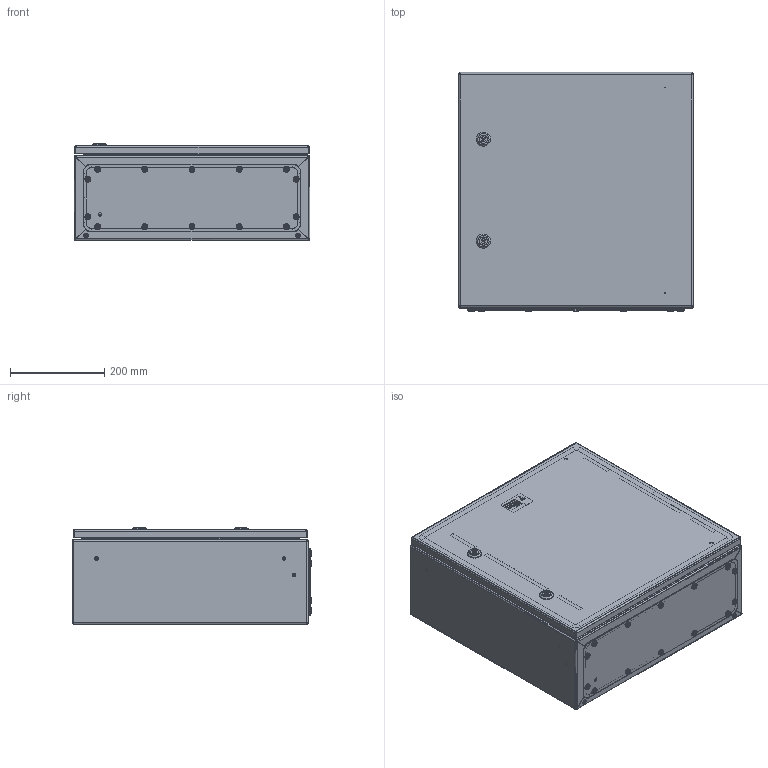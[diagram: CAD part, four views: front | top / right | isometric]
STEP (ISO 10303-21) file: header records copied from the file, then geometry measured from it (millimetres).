
FILE_DESCRIPTION (( 'STEP AP203' ), '1' );
FILE_NAME ('U2890050502 Êîðïóñ UC2M 50.50.20 IP66 (752.000.289).STEP', '2022-04-29T07:55:15', ( '' ), ( '' ), 'SwSTEP 2.0', 'SolidWorks 2017', '' );
FILE_SCHEMA (( 'CONFIG_CONTROL_DESIGN' ));
Length unit declared in the file: millimetre
Products named in the file (38): 000.210.362 Îñíîâàíèå äâåðêè UC2_03 (50.50); Óïëîòíèòåëü ÏÏÓ äâåðêè UC2_18 (50.50); ч蜱齁罻 ST-6; 019-99 Ïëàíêà z-îáðàçíàÿ_00 (50); Øïèëüêà ðåçüáîâàÿ Ì6_Œ8å30; 056-272 椯鴀殣罻 UC2_11 (50.50.20); 嵑殧趌11371_8; 008-399 Ñòåíêà ïðîôèëüíàÿ UC2_11 (50.50.20); 027-188 署赅 UC2_01 (50.20); Øàéáà íåéëîí Ø028_Œ6; Ñòîïîðíàÿ âòóëêà ïåòëè 4-119 Dirak; Ïåòëÿ 4-119 Dirak_00; 000.241.257 署赅 UC2_01 (50.20); 蹴濋趌5915_M8; 010-325 Ïàíåëü ìîíòàæíàÿ UC2_11 (50.50.20); 鎔艜_17473_M6x12; U2890050502 扻豵鵨 UC2M 50.50.20 IP66 (752.000.289); Øàéáà íåéëîí Ø028_Œ5; Óïëîòíèòåëü ÏÏÓ êðûøêè UC2Ì_14 (50.20); 000.207.185 攜歑罻 UC2_03 (50.50); Øïèëüêà çàçåìëåíèÿ CKF CS_Œ6å16; 嵑殧趌6402_8; Îñíîâàíèå ïåòëè 4-119 Dirak; 000.113.104 忺謤僔 UC2_11 (50.50.20); 嵑殧趌11371_5; 蹴濋趌5915_M5; ﾇ瑟鶴 Mesan 060-1-1-13-33_00; 扻豵鵨_п-1; Øòèôò ïåòëè 4-119 Dirak; 嵑殧趌11371_6; 003-393 Ñòåíêà íèæíÿÿ UC2_04 (00.50); ч蜱齁罻 ST-9; Âòóëêà ïåòëè 4-119 Dirak; 012-1794 眈翴錪 鳱歑膱 UC2_03 (50.50); 040-116 Âèíò ñïåöèàëüíûé ST 4,8x9; Øïèëüêà ðåçüáîâàÿ Ì6_Œ6å12; 000.241.256 署赅 UC2_01 (50.20); 椻壚樇襝鴀 Mesan 33
Assembly tree (112 placements, depth 4):
  U2890050502 扻豵鵨 UC2M 50.50.20 IP66 (752.000.289)
    000.113.104 忺謤僔 UC2_11 (50.50.20)
      008-399 Ñòåíêà ïðîôèëüíàÿ UC2_11 (50.50.20)
      003-393 Ñòåíêà íèæíÿÿ UC2_04 (00.50)
      Øïèëüêà ðåçüáîâàÿ Ì6_Œ8å30  x4
      Øïèëüêà ðåçüáîâàÿ Ì6_Œ6å12  x4
      Øïèëüêà çàçåìëåíèÿ CKF CS_Œ6å16  x2
    000.207.185 攜歑罻 UC2_03 (50.50)
      000.210.362 Îñíîâàíèå äâåðêè UC2_03 (50.50)
        012-1794 眈翴錪 鳱歑膱 UC2_03 (50.50)
        019-99 Ïëàíêà z-îáðàçíàÿ_00 (50)  x2
        Âòóëêà ïåòëè 4-119 Dirak  x2
        Øïèëüêà çàçåìëåíèÿ CKF CS_Œ6å16  x2
      Óïëîòíèòåëü ÏÏÓ äâåðêè UC2_18 (50.50)
      ﾇ瑟鶴 Mesan 060-1-1-13-33_00  x2
        扻豵鵨_п-1
        椻壚樇襝鴀 Mesan 33
        嵑殧趌11371_6
        鎔艜_17473_M6x12
    Ïåòëÿ 4-119 Dirak_00  x2
      Âòóëêà ïåòëè 4-119 Dirak
      Øòèôò ïåòëè 4-119 Dirak
      Îñíîâàíèå ïåòëè 4-119 Dirak
      Ñòîïîðíàÿ âòóëêà ïåòëè 4-119 Dirak
    嵑殧趌11371_5  x4
    Øàéáà íåéëîí Ø028_Œ5  x4
    蹴濋趌5915_M5  x4
    ч蜱齁罻 ST-6  x6
    ч蜱齁罻 ST-9  x4
    010-325 Ïàíåëü ìîíòàæíàÿ UC2_11 (50.50.20)
    蹴濋趌5915_M8  x12
    嵑殧趌11371_8  x4
    嵑殧趌6402_8  x4
    000.241.256 署赅 UC2_01 (50.20)
      000.241.257 署赅 UC2_01 (50.20)
        027-188 署赅 UC2_01 (50.20)
        Øïèëüêà çàçåìëåíèÿ CKF CS_Œ6å16
      Óïëîòíèòåëü ÏÏÓ êðûøêè UC2Ì_14 (50.20)
    040-116 Âèíò ñïåöèàëüíûé ST 4,8x9  x14
    Øàéáà íåéëîí Ø028_Œ6  x14
    056-272 椯鴀殣罻 UC2_11 (50.50.20)
Bounding box: 500.6 x 507.22 x 207.25 mm (x, y, z)
Volume: 2088598 mm3; surface area: 2555381 mm2
Topology: 111 solids, 113 shells, 5012 faces, 11763 edges, 7148 vertices
Faces by surface type: plane 1754, cylinder 1350, bspline 1136, cone 302, sphere 248, torus 222
Entity records: 108933 total; most frequent: CARTESIAN_POINT 50416, ORIENTED_EDGE 11644, DIRECTION 9089, EDGE_CURVE 5822, VERTEX_POINT 3742, VECTOR 3425, LINE 3425, AXIS2_PLACEMENT_3D 2832
